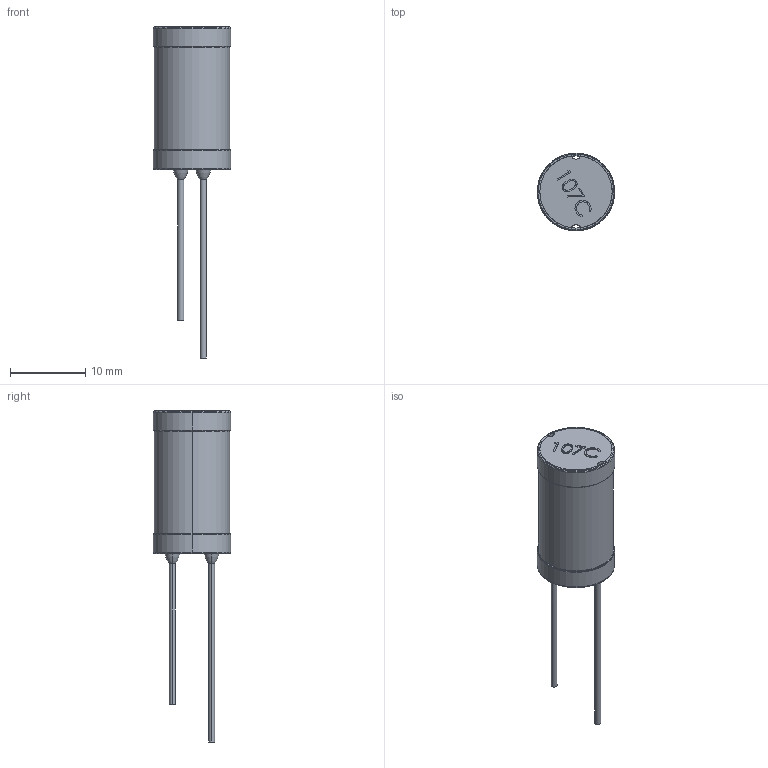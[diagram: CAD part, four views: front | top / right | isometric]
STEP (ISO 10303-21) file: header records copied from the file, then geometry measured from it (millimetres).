
FILE_DESCRIPTION (( 'STEP AP214' ), '1' );
FILE_NAME ('mps_mag_1900R_thd_a.STEP', '2014-12-08T11:50:08', ( '微软用户' ), ( '微软中国' ), 'SwSTEP 2.0', 'SolidWorks 2013', '' );
FILE_SCHEMA (( 'AUTOMOTIVE_DESIGN' ));
Length unit declared in the file: millimetre
Products named in the file (1): mps_mag_1900R_thd_a
Bounding box: 10.3 x 10.3 x 44.1 mm (x, y, z)
Volume: 811.5 mm3; surface area: 2013.9 mm2
Topology: 6 solids, 6 shells, 116 faces, 259 edges, 165 vertices
Faces by surface type: plane 36, cylinder 32, bspline 26, cone 14, torus 8
Entity records: 5937 total; most frequent: CARTESIAN_POINT 2081, ORIENTED_EDGE 518, DIRECTION 498, EDGE_CURVE 259, AXIS2_PLACEMENT_3D 198, VERTEX_POINT 165, EDGE_LOOP 130, UNCERTAINTY_MEASURE_WITH_UNIT 124
